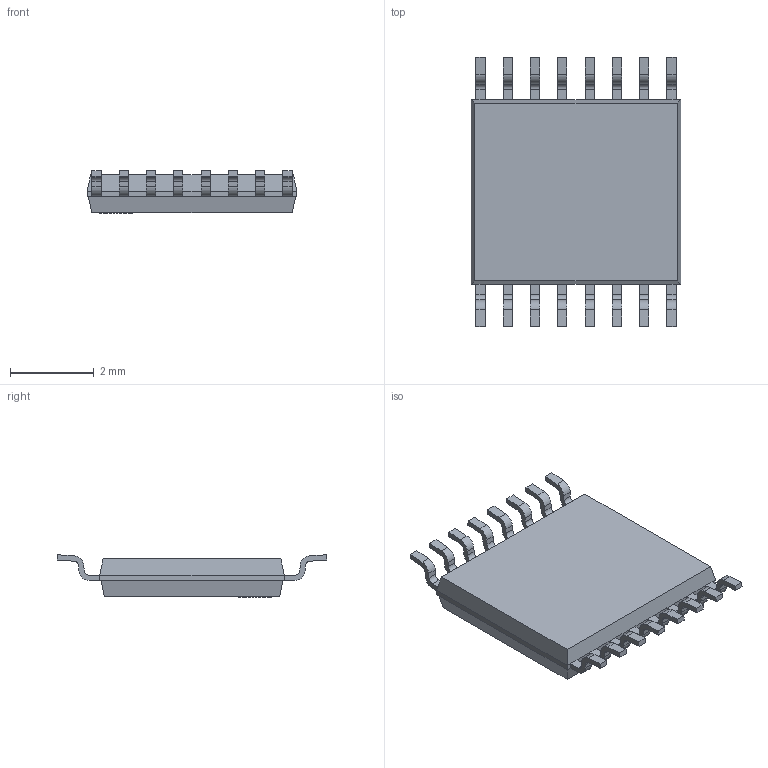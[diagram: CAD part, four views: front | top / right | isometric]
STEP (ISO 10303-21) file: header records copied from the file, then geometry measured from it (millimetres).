
FILE_DESCRIPTION((''),'2;1');
FILE_NAME('1','2023-11-28T',('S0016570'),(''),'PRO/ENGINEER BY PARAMETRIC TECHNOLOGY CORPORATION, 2008380','PRO/ENGINEER BY PARAMETRIC TECHNOLOGY CORPORATION, 2008380','');
FILE_SCHEMA(('CONFIG_CONTROL_DESIGN'));
Length unit declared in the file: millimetre
Products named in the file (1): 1
Bounding box: 5 x 6.42 x 1.01 mm (x, y, z)
Volume: 19.6 mm3; surface area: 72.9 mm2
Topology: 1 solids, 2 shells, 226 faces, 630 edges, 408 vertices
Faces by surface type: plane 160, cylinder 66
Entity records: 7222 total; most frequent: CARTESIAN_POINT 1265, ORIENTED_EDGE 1258, DIRECTION 1216, EDGE_CURVE 630, VECTOR 498, LINE 498, VERTEX_POINT 408, AXIS2_PLACEMENT_3D 359
